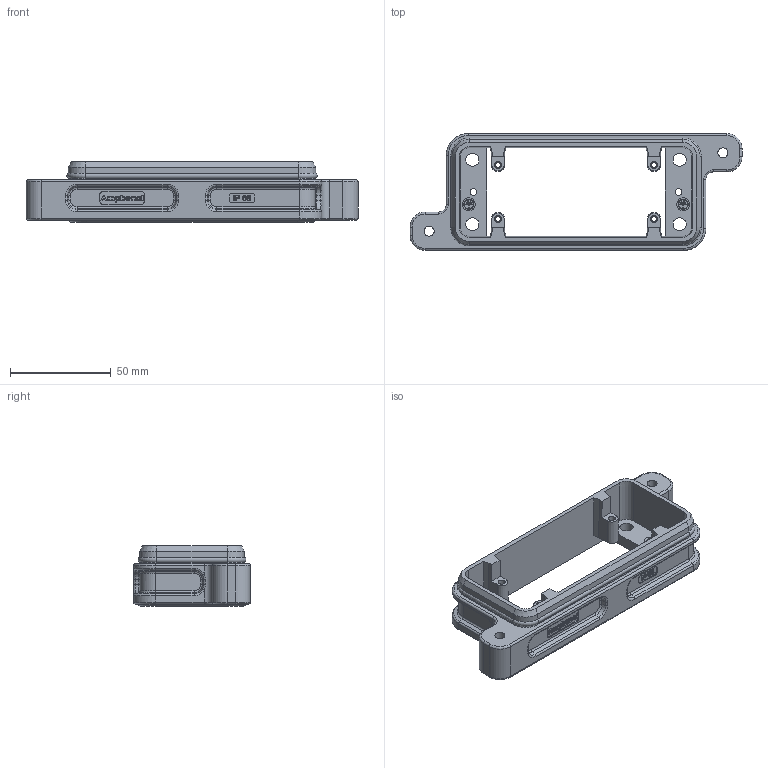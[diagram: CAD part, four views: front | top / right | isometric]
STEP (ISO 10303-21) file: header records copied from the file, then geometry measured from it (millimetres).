
FILE_DESCRIPTION(/* description */ (''),/* implementation_level */ '2;1');
FILE_NAME(/* name */ 'c146 68f016 001 1nxc001-01.stp',/* time_stamp */ '2020-08-07T15:14:25+02:00',/* author */ (''),/* organization */ (''),/* preprocessor_version */ 'ST-DEVELOPER v16.7',/* originating_system */ 'SIEMENS PLM Software NX 12.0',/* authorisation */ '');
FILE_SCHEMA (('AUTOMOTIVE_DESIGN { 1 0 10303 214 3 1 1 1 }'));
Length unit declared in the file: millimetre
Products named in the file (1): c146 68f016 001 1nxc001-01
Bounding box: 165 x 58 x 29.89 mm (x, y, z)
Volume: 70220.2 mm3; surface area: 32654.1 mm2
Topology: 1 solids, 1 shells, 806 faces, 2104 edges, 1364 vertices
Faces by surface type: plane 322, bspline 190, extrusion 130, cylinder 124, cone 32, torus 8
Full cylindrical faces by diameter (mm): 2.5 x4, 3.3 x2, 3.5 x4, 4.5 x2, 5 x4, 6.5 x6
Entity records: 32389 total; most frequent: CARTESIAN_POINT 8271, ORIENTED_EDGE 4136, DIRECTION 3390, EDGE_CURVE 2068, VERTEX_POINT 1356, VECTOR 1264, LINE 1134, AXIS2_PLACEMENT_3D 1063
